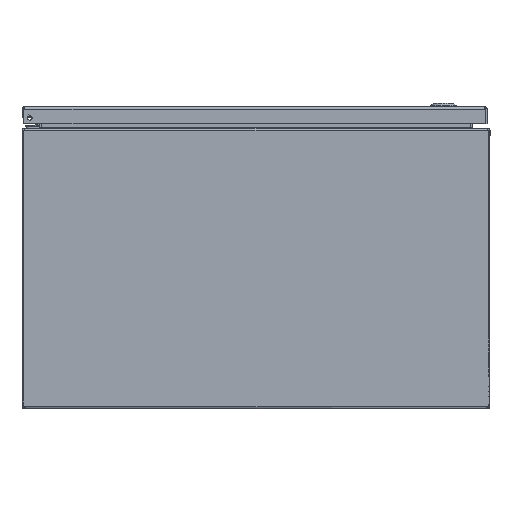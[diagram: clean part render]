
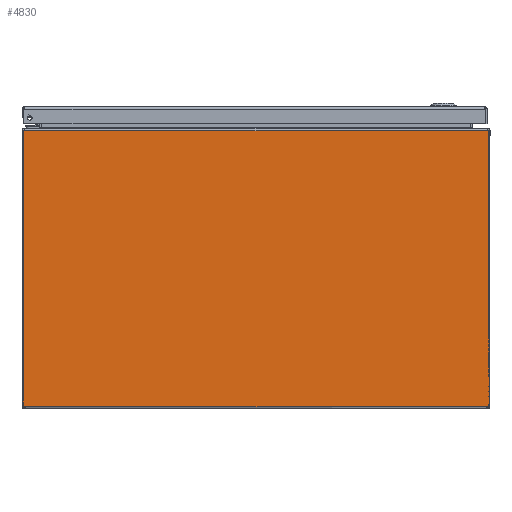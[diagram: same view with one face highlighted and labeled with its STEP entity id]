
A CAD part, front view. The second image highlights one B-rep face of the part: STEP entity #4830.
In plain terms, the highlighted planar face has unit normal (0, -1, 0).
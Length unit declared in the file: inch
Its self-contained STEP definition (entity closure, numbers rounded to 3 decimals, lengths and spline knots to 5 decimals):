
#3275=CARTESIAN_POINT('',(19.91495,0.,11.89475));
#3276=VERTEX_POINT('',#3275);
#3308=CARTESIAN_POINT('',(0.08505,0.,11.89475));
#3309=VERTEX_POINT('',#3308);
#3323=CARTESIAN_POINT('',(19.91495,0.,11.89475));
#3324=DIRECTION('',(-1.0,0.0,0.0));
#3325=VECTOR('',#3324,19.8299);
#3326=LINE('',#3323,#3325);
#3327=EDGE_CURVE('',#3276,#3309,#3326,.T.);
#3495=CARTESIAN_POINT('',(0.037,0.,11.89475));
#3496=VERTEX_POINT('',#3495);
#3503=CARTESIAN_POINT('',(0.08505,0.,11.89475));
#3504=DIRECTION('',(-1.0,0.0,0.0));
#3505=VECTOR('',#3504,0.04805);
#3506=LINE('',#3503,#3505);
#3507=EDGE_CURVE('',#3309,#3496,#3506,.T.);
#3518=CARTESIAN_POINT('',(19.963,0.,11.89475));
#3519=VERTEX_POINT('',#3518);
#3520=CARTESIAN_POINT('',(19.963,0.,11.89475));
#3521=DIRECTION('',(-1.0,0.0,0.0));
#3522=VECTOR('',#3521,0.04805);
#3523=LINE('',#3520,#3522);
#3524=EDGE_CURVE('',#3519,#3276,#3523,.T.);
#3549=CARTESIAN_POINT('',(19.963,0.,0.12495));
#3550=VERTEX_POINT('',#3549);
#3551=CARTESIAN_POINT('',(19.963,0.,11.89475));
#3552=DIRECTION('',(0.0,0.0,-1.0));
#3553=VECTOR('',#3552,11.7698);
#3554=LINE('',#3551,#3553);
#3555=EDGE_CURVE('',#3519,#3550,#3554,.T.);
#4762=CARTESIAN_POINT('',(0.11361,0.,0.10525));
#4763=VERTEX_POINT('',#4762);
#4770=CARTESIAN_POINT('',(0.037,0.,0.12495));
#4771=VERTEX_POINT('',#4770);
#4772=CARTESIAN_POINT('',(0.06153,0.,0.06153));
#4773=DIRECTION('',(0.0,1.0,0.0));
#4774=DIRECTION('',(1.0,0.0,0.0));
#4775=AXIS2_PLACEMENT_3D('',#4772,#4773,#4774);
#4776=CIRCLE('',#4775,0.068);
#4777=EDGE_CURVE('',#4771,#4763,#4776,.T.);
#4797=CARTESIAN_POINT('',(10.,0.,6.0089));
#4798=DIRECTION('',(0.0,1.0,0.0));
#4799=DIRECTION('',(1.0,0.0,0.0));
#4800=AXIS2_PLACEMENT_3D('',#4797,#4798,#4799);
#4801=PLANE('',#4800);
#4802=ORIENTED_EDGE('',*,*,#3524,.T.);
#4803=ORIENTED_EDGE('',*,*,#3327,.T.);
#4804=ORIENTED_EDGE('',*,*,#3507,.T.);
#4805=CARTESIAN_POINT('',(0.037,0.,0.12495));
#4806=DIRECTION('',(0.0,0.0,1.0));
#4807=VECTOR('',#4806,11.7698);
#4808=LINE('',#4805,#4807);
#4809=EDGE_CURVE('',#4771,#3496,#4808,.T.);
#4810=ORIENTED_EDGE('',*,*,#4809,.F.);
#4811=ORIENTED_EDGE('',*,*,#4777,.T.);
#4812=CARTESIAN_POINT('',(19.88639,0.,0.10525));
#4813=VERTEX_POINT('',#4812);
#4814=CARTESIAN_POINT('',(0.11361,0.,0.10525));
#4815=DIRECTION('',(1.0,0.0,0.0));
#4816=VECTOR('',#4815,19.77279);
#4817=LINE('',#4814,#4816);
#4818=EDGE_CURVE('',#4763,#4813,#4817,.T.);
#4819=ORIENTED_EDGE('',*,*,#4818,.T.);
#4820=CARTESIAN_POINT('',(19.93847,0.,0.06153));
#4821=DIRECTION('',(0.0,1.0,0.0));
#4822=DIRECTION('',(1.0,0.0,0.0));
#4823=AXIS2_PLACEMENT_3D('',#4820,#4821,#4822);
#4824=CIRCLE('',#4823,0.068);
#4825=EDGE_CURVE('',#4813,#3550,#4824,.T.);
#4826=ORIENTED_EDGE('',*,*,#4825,.T.);
#4827=ORIENTED_EDGE('',*,*,#3555,.F.);
#4828=EDGE_LOOP('',(#4802,#4803,#4804,#4810,#4811,#4819,#4826,#4827));
#4829=FACE_OUTER_BOUND('',#4828,.T.);
#4830=ADVANCED_FACE('',(#4829),#4801,.F.);
